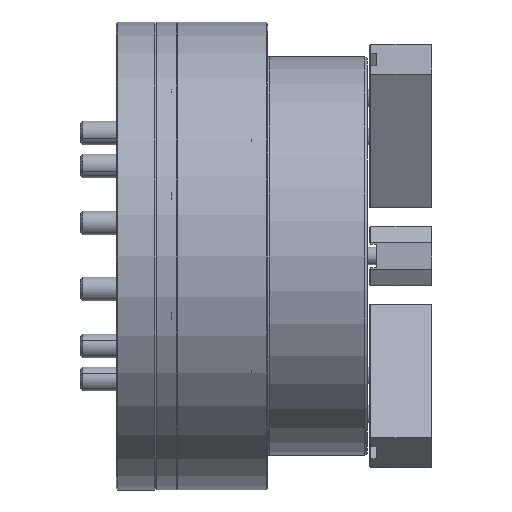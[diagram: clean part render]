
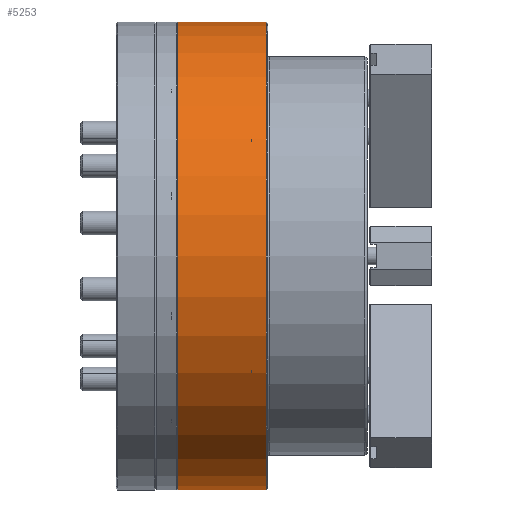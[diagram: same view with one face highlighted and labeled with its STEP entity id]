
A CAD part, front view. The second image highlights one B-rep face of the part: STEP entity #5253.
In plain terms, the highlighted cylindrical face has radius 157.5 mm (diameter 315 mm), a partial arc.
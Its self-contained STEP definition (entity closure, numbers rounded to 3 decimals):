
#2475 = CARTESIAN_POINT ( 'NONE',  ( -4., 0., 157.5 ) ) ;
#3322 = LINE ( 'NONE', #15362, #20874 ) ;
#5253 = ADVANCED_FACE ( 'NONE', ( #36980 ), #34910, .T. ) ;
#6836 = CARTESIAN_POINT ( 'NONE',  ( 143.857, 0., 157.5 ) ) ;
#6883 = VERTEX_POINT ( 'NONE', #41199 ) ;
#7075 = AXIS2_PLACEMENT_3D ( 'NONE', #38177, #18363, #41447 ) ;
#7465 = VERTEX_POINT ( 'NONE', #11453 ) ;
#10148 = DIRECTION ( 'NONE',  ( 1., 0., 0. ) ) ;
#11198 = ORIENTED_EDGE ( 'NONE', *, *, #30345, .T. ) ;
#11453 = CARTESIAN_POINT ( 'NONE',  ( -63.5, 0., 157.5 ) ) ;
#12467 = VERTEX_POINT ( 'NONE', #2475 ) ;
#12471 = CIRCLE ( 'NONE', #14384, 157.5 ) ;
#14384 = AXIS2_PLACEMENT_3D ( 'NONE', #19283, #42360, #22628 ) ;
#15002 = AXIS2_PLACEMENT_3D ( 'NONE', #19785, #26471, #39575 ) ;
#15362 = CARTESIAN_POINT ( 'NONE',  ( 143.857, 0., -157.5 ) ) ;
#16377 = EDGE_CURVE ( 'NONE', #7465, #42270, #12471, .T. ) ;
#17882 = ORIENTED_EDGE ( 'NONE', *, *, #24277, .F. ) ;
#18363 = DIRECTION ( 'NONE',  ( 1., 0., 0. ) ) ;
#19283 = CARTESIAN_POINT ( 'NONE',  ( -63.5, 0., 0. ) ) ;
#19785 = CARTESIAN_POINT ( 'NONE',  ( 143.857, 0., 0. ) ) ;
#20874 = VECTOR ( 'NONE', #28522, 1000. ) ;
#21055 = EDGE_LOOP ( 'NONE', ( #17882, #36521, #11198, #30256 ) ) ;
#21317 = CARTESIAN_POINT ( 'NONE',  ( -63.5, 0., -157.5 ) ) ;
#22628 = DIRECTION ( 'NONE',  ( 0., 0., -1. ) ) ;
#24277 = EDGE_CURVE ( 'NONE', #7465, #12467, #35296, .T. ) ;
#25488 = VECTOR ( 'NONE', #10148, 1000. ) ;
#26471 = DIRECTION ( 'NONE',  ( 1., 0., 0. ) ) ;
#28522 = DIRECTION ( 'NONE',  ( 1., 0., 0. ) ) ;
#30256 = ORIENTED_EDGE ( 'NONE', *, *, #32096, .F. ) ;
#30345 = EDGE_CURVE ( 'NONE', #42270, #6883, #3322, .T. ) ;
#32096 = EDGE_CURVE ( 'NONE', #12467, #6883, #39492, .T. ) ;
#34910 = CYLINDRICAL_SURFACE ( 'NONE', #15002, 157.5 ) ;
#35296 = LINE ( 'NONE', #6836, #25488 ) ;
#36521 = ORIENTED_EDGE ( 'NONE', *, *, #16377, .T. ) ;
#36980 = FACE_OUTER_BOUND ( 'NONE', #21055, .T. ) ;
#38177 = CARTESIAN_POINT ( 'NONE',  ( -4., 0., 0. ) ) ;
#39492 = CIRCLE ( 'NONE', #7075, 157.5 ) ;
#39575 = DIRECTION ( 'NONE',  ( 0., 0., -1. ) ) ;
#41199 = CARTESIAN_POINT ( 'NONE',  ( -4., 0., -157.5 ) ) ;
#41447 = DIRECTION ( 'NONE',  ( 0., 0., -1. ) ) ;
#42270 = VERTEX_POINT ( 'NONE', #21317 ) ;
#42360 = DIRECTION ( 'NONE',  ( 1., 0., 0. ) ) ;
